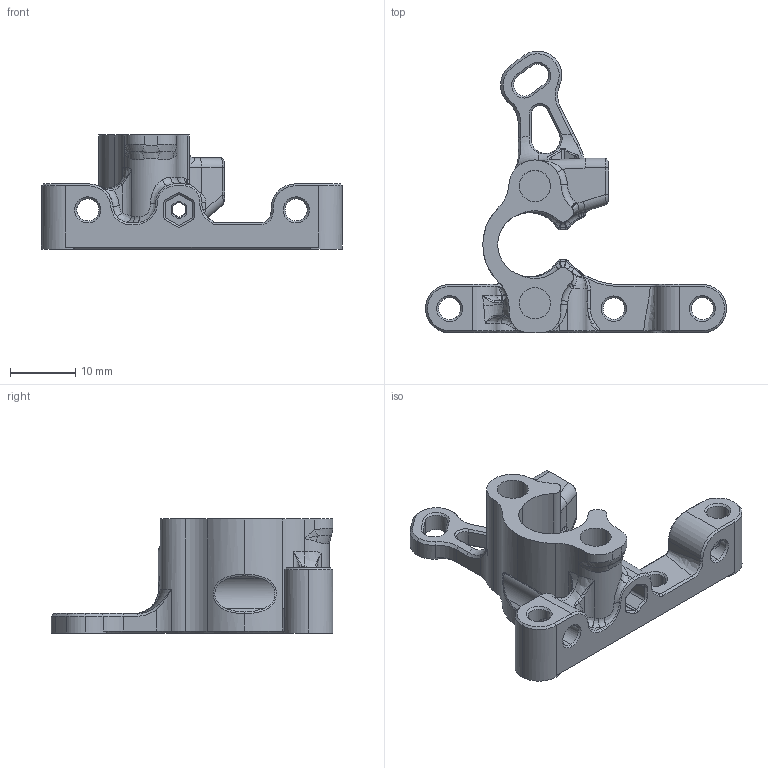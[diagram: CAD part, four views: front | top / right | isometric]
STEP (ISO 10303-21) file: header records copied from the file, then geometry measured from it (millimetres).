
FILE_DESCRIPTION (( 'STEP AP214' ), '1' );
FILE_NAME ('RIDGA_Sherpa_Micro_Core.STEP', '2023-03-09T17:48:21', ( '' ), ( '' ), 'SwSTEP 2.0', 'SolidWorks 2021', '' );
FILE_SCHEMA (( 'AUTOMOTIVE_DESIGN' ));
Length unit declared in the file: millimetre
Products named in the file (1): RIDGA_Sherpa_Micro_Core
Bounding box: 46.2 x 43.21 x 17.5 mm (x, y, z)
Volume: 4687.8 mm3; surface area: 4798.2 mm2
Topology: 1 solids, 2 shells, 672 faces, 1619 edges, 911 vertices
Faces by surface type: bspline 214, cylinder 186, plane 126, cone 89, torus 48, sphere 9
Entity records: 28634 total; most frequent: CARTESIAN_POINT 14888, ORIENTED_EDGE 3166, DIRECTION 2498, EDGE_CURVE 1583, AXIS2_PLACEMENT_3D 994, VERTEX_POINT 911, EDGE_LOOP 690, FACE_OUTER_BOUND 672
